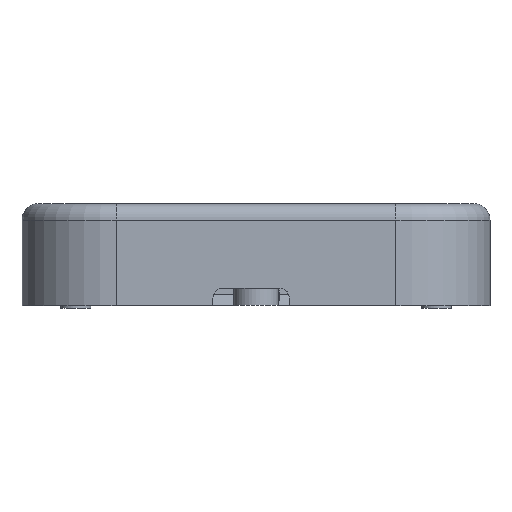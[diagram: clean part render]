
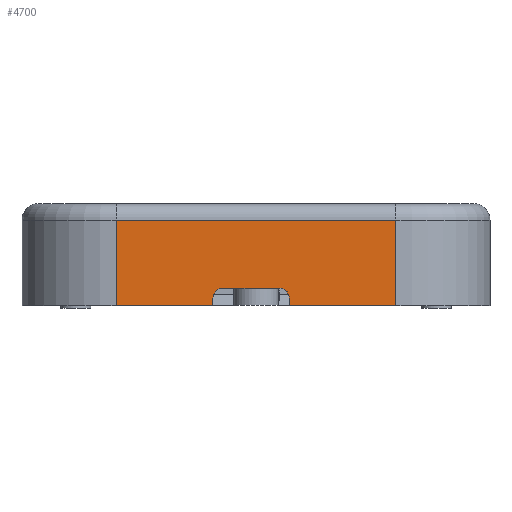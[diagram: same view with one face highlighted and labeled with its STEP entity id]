
A CAD part, front view. The second image highlights one B-rep face of the part: STEP entity #4700.
In plain terms, the highlighted planar face has unit normal (0, -1, 0).
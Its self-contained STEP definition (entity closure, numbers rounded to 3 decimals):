
#1101 = VERTEX_POINT('',#1102);
#1102 = CARTESIAN_POINT('',(-17.1,-42.35,9.1));
#1177 = EDGE_CURVE('',#1178,#1101,#1180,.T.);
#1178 = VERTEX_POINT('',#1179);
#1179 = CARTESIAN_POINT('',(-17.1,-42.35,-1.4));
#1180 = LINE('',#1181,#1182);
#1181 = CARTESIAN_POINT('',(-17.1,-42.35,0.));
#1182 = VECTOR('',#1183,1.);
#1183 = DIRECTION('',(0.,0.,1.));
#1251 = VERTEX_POINT('',#1252);
#1252 = CARTESIAN_POINT('',(-5.27,-42.35,-1.4));
#1258 = EDGE_CURVE('',#1178,#1251,#1259,.T.);
#1259 = LINE('',#1260,#1261);
#1260 = CARTESIAN_POINT('',(-17.1,-42.35,-1.4));
#1261 = VECTOR('',#1262,1.);
#1262 = DIRECTION('',(1.,0.,0.));
#1734 = VERTEX_POINT('',#1735);
#1735 = CARTESIAN_POINT('',(17.1,-42.35,9.1));
#1742 = EDGE_CURVE('',#1101,#1734,#1743,.T.);
#1743 = LINE('',#1744,#1745);
#1744 = CARTESIAN_POINT('',(-17.1,-42.35,9.1));
#1745 = VECTOR('',#1746,1.);
#1746 = DIRECTION('',(1.,0.,0.));
#4700 = ADVANCED_FACE('',(#4701),#4762,.T.);
#4701 = FACE_BOUND('',#4702,.T.);
#4702 = EDGE_LOOP('',(#4703,#4704,#4705,#4713,#4722,#4730,#4739,#4747,
    #4755,#4761));
#4703 = ORIENTED_EDGE('',*,*,#1177,.F.);
#4704 = ORIENTED_EDGE('',*,*,#1258,.T.);
#4705 = ORIENTED_EDGE('',*,*,#4706,.T.);
#4706 = EDGE_CURVE('',#1251,#4707,#4709,.T.);
#4707 = VERTEX_POINT('',#4708);
#4708 = CARTESIAN_POINT('',(-5.27,-42.35,-0.455));
#4709 = LINE('',#4710,#4711);
#4710 = CARTESIAN_POINT('',(-5.27,-42.35,-1.655));
#4711 = VECTOR('',#4712,1.);
#4712 = DIRECTION('',(0.,0.,1.));
#4713 = ORIENTED_EDGE('',*,*,#4714,.F.);
#4714 = EDGE_CURVE('',#4715,#4707,#4717,.T.);
#4715 = VERTEX_POINT('',#4716);
#4716 = CARTESIAN_POINT('',(-4.07,-42.35,0.745));
#4717 = CIRCLE('',#4718,1.2);
#4718 = AXIS2_PLACEMENT_3D('',#4719,#4720,#4721);
#4719 = CARTESIAN_POINT('',(-4.07,-42.35,-0.455));
#4720 = DIRECTION('',(0.,-1.,0.));
#4721 = DIRECTION('',(1.,0.,0.));
#4722 = ORIENTED_EDGE('',*,*,#4723,.T.);
#4723 = EDGE_CURVE('',#4715,#4724,#4726,.T.);
#4724 = VERTEX_POINT('',#4725);
#4725 = CARTESIAN_POINT('',(2.87,-42.35,0.745));
#4726 = LINE('',#4727,#4728);
#4727 = CARTESIAN_POINT('',(-4.07,-42.35,0.745));
#4728 = VECTOR('',#4729,1.);
#4729 = DIRECTION('',(1.,0.,0.));
#4730 = ORIENTED_EDGE('',*,*,#4731,.F.);
#4731 = EDGE_CURVE('',#4732,#4724,#4734,.T.);
#4732 = VERTEX_POINT('',#4733);
#4733 = CARTESIAN_POINT('',(4.07,-42.35,-0.455));
#4734 = CIRCLE('',#4735,1.2);
#4735 = AXIS2_PLACEMENT_3D('',#4736,#4737,#4738);
#4736 = CARTESIAN_POINT('',(2.87,-42.35,-0.455));
#4737 = DIRECTION('',(0.,-1.,0.));
#4738 = DIRECTION('',(1.,0.,0.));
#4739 = ORIENTED_EDGE('',*,*,#4740,.T.);
#4740 = EDGE_CURVE('',#4732,#4741,#4743,.T.);
#4741 = VERTEX_POINT('',#4742);
#4742 = CARTESIAN_POINT('',(4.07,-42.35,-1.4));
#4743 = LINE('',#4744,#4745);
#4744 = CARTESIAN_POINT('',(4.07,-42.35,-0.455));
#4745 = VECTOR('',#4746,1.);
#4746 = DIRECTION('',(0.,0.,-1.));
#4747 = ORIENTED_EDGE('',*,*,#4748,.T.);
#4748 = EDGE_CURVE('',#4741,#4749,#4751,.T.);
#4749 = VERTEX_POINT('',#4750);
#4750 = CARTESIAN_POINT('',(17.1,-42.35,-1.4));
#4751 = LINE('',#4752,#4753);
#4752 = CARTESIAN_POINT('',(-17.1,-42.35,-1.4));
#4753 = VECTOR('',#4754,1.);
#4754 = DIRECTION('',(1.,0.,0.));
#4755 = ORIENTED_EDGE('',*,*,#4756,.F.);
#4756 = EDGE_CURVE('',#1734,#4749,#4757,.T.);
#4757 = LINE('',#4758,#4759);
#4758 = CARTESIAN_POINT('',(17.1,-42.35,0.));
#4759 = VECTOR('',#4760,1.);
#4760 = DIRECTION('',(-0.,-0.,-1.));
#4761 = ORIENTED_EDGE('',*,*,#1742,.F.);
#4762 = PLANE('',#4763);
#4763 = AXIS2_PLACEMENT_3D('',#4764,#4765,#4766);
#4764 = CARTESIAN_POINT('',(0.,-42.35,3.85));
#4765 = DIRECTION('',(-0.,-1.,-0.));
#4766 = DIRECTION('',(0.,0.,-1.));
